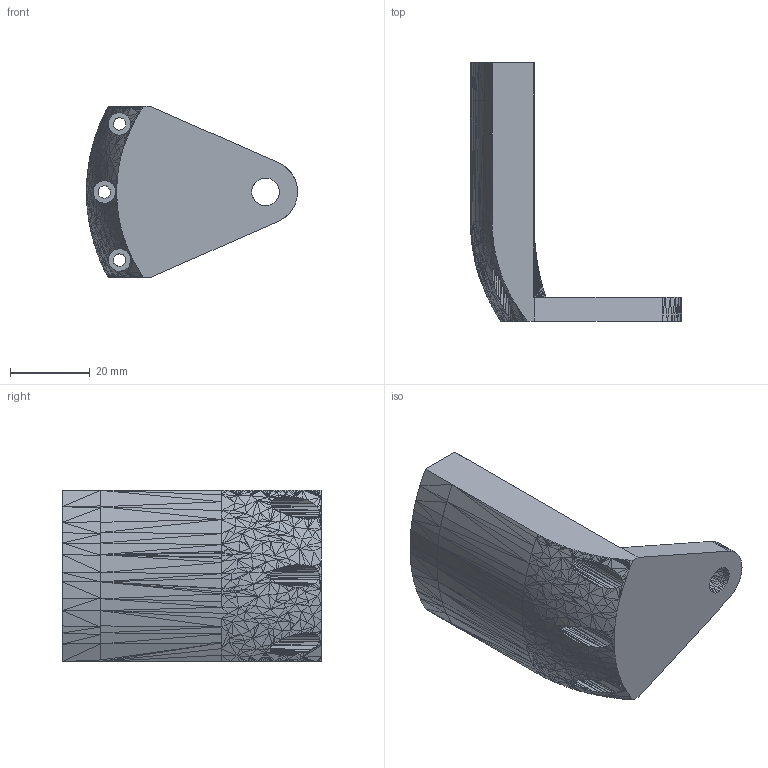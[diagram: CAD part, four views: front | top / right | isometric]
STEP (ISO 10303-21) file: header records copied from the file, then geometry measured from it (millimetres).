
FILE_DESCRIPTION(/* description */ (''),/* implementation_level */ '2;1');
FILE_NAME(/* name */ 'SM3_Frame_RightCoax.step',/* time_stamp */ '2021-09-11T17:28:25+10:00',/* author */ (''),/* organization */ (''),/* preprocessor_version */ 'ST-DEVELOPER v18.1',/* originating_system */ 'Autodesk Translation Framework v10.10.0.1391',/* authorisation */ '');
FILE_SCHEMA (('AUTOMOTIVE_DESIGN { 1 0 10303 214 3 1 1 }'));
Length unit declared in the file: millimetre
Products named in the file (1): SM3_Frame_RightCoax
Bounding box: 53.05 x 65 x 43.02 mm (x, y, z)
Volume: 29263.2 mm3; surface area: 12403.9 mm2
Topology: 1 solids, 1 shells, 2090 faces, 3399 edges, 1312 vertices
Faces by surface type: plane 2090
Entity records: 43196 total; most frequent: DIRECTION 7581, CARTESIAN_POINT 6802, ORIENTED_EDGE 6798, LINE 3399, VECTOR 3399, EDGE_CURVE 3399, EDGE_LOOP 2099, AXIS2_PLACEMENT_3D 2091
